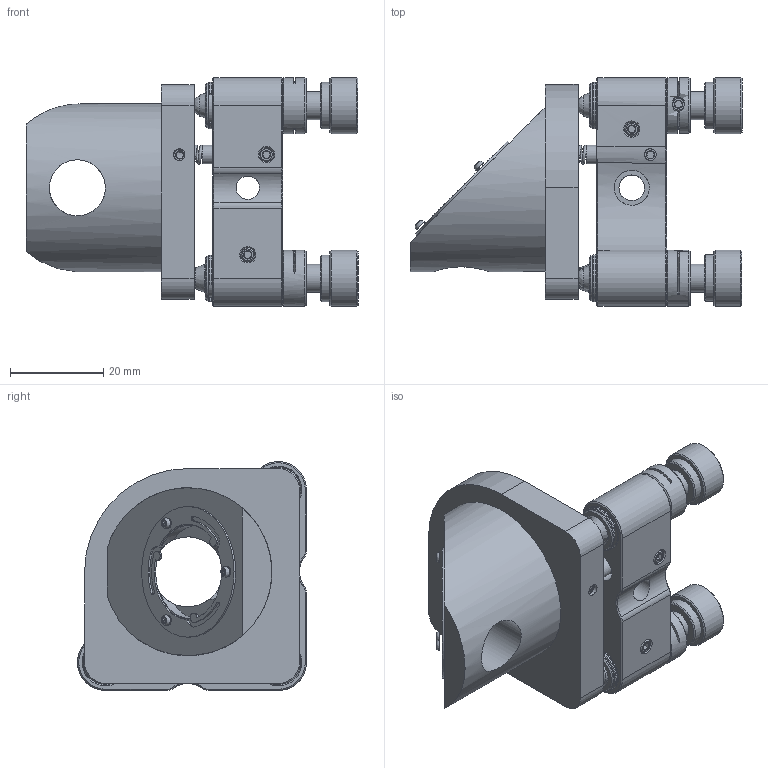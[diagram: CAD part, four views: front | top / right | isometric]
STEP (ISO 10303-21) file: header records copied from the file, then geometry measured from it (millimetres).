
FILE_DESCRIPTION (( 'STEP AP203' ), '1' );
FILE_NAME ('520403.STEP', '2025-02-10T02:35:02', ( 'Windows User' ), ( 'P R C' ), 'SwSTEP 2.0', 'SolidWorks 2020', '' );
FILE_SCHEMA (( 'CONFIG_CONTROL_DESIGN' ));
Length unit declared in the file: millimetre
Products named in the file (1): 520403
Bounding box: 71.1 x 49 x 49 mm (x, y, z)
Surface area: 21180.6 mm2 (no closed solid volume)
Topology: 0 solids, 45 shells, 390 faces, 1089 edges, 731 vertices
Faces by surface type: plane 169, cylinder 106, cone 89, bspline 26
Full cylindrical faces by diameter (mm): 1.6 x3, 2.1 x3, 2.5 x4, 3 x7, 4 x5, 5 x1, 5.5 x1, 6 x7, 7.5 x2, 8 x3, 9.5 x6, 10 x3, 12 x7, 15 x1, 28 x1
Entity records: 27751 total; most frequent: CARTESIAN_POINT 19025, DIRECTION 1712, ORIENTED_EDGE 1518, EDGE_CURVE 870, AXIS2_PLACEMENT_3D 693, VERTEX_POINT 657, EDGE_LOOP 603, FACE_OUTER_BOUND 440
